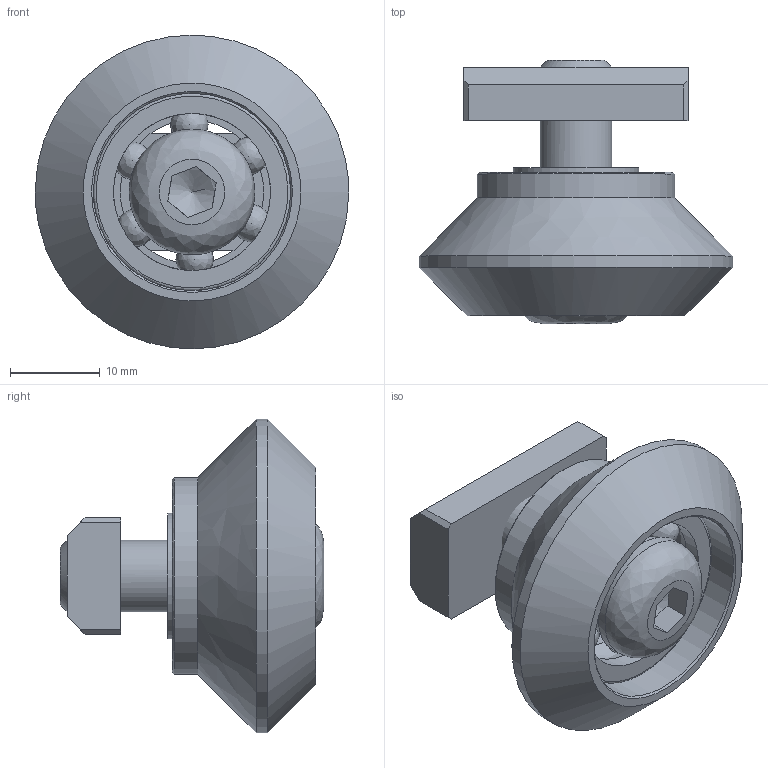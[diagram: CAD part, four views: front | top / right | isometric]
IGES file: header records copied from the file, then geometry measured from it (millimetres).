
Global section: file name: 801035; native system: Autodesk Inventor 2021; preprocessor: unknown; author: Mrówczyńska,,; organization: 11; date: 20220908.131449; units: millimetre
Bounding box: 35 x 29.4 x 35 mm (x, y, z)
Volume: 10735.6 mm3; surface area: 8204 mm2
Topology: 5 solids, 5 shells, 75 faces, 241 edges, 168 vertices
Faces by surface type: bspline 75
